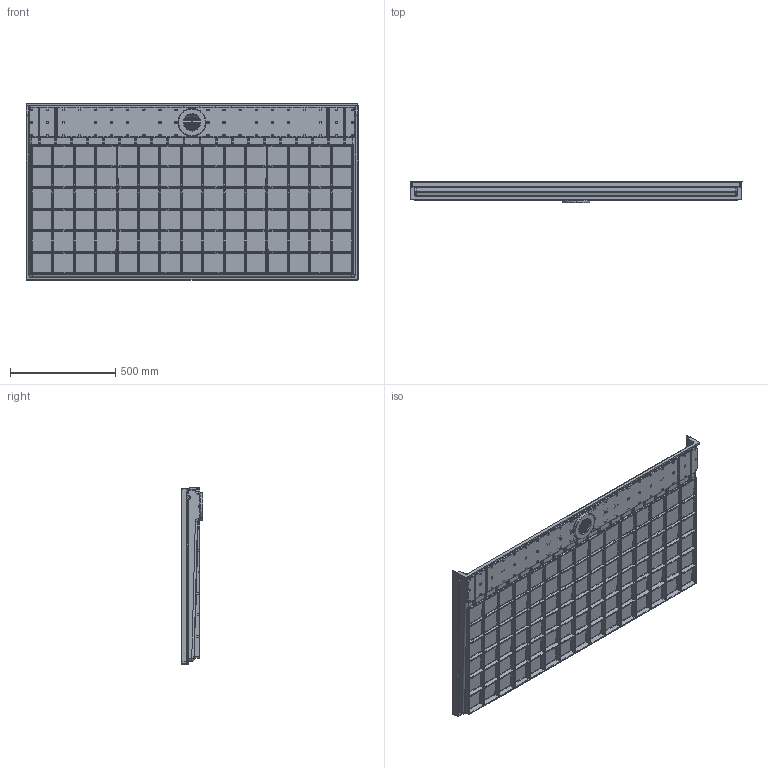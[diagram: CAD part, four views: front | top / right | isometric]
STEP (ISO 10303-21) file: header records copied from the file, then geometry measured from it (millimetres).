
FILE_DESCRIPTION (( 'STEP AP214' ), '1' );
FILE_NAME ('SBF-3462.STEP', '2021-01-05T21:00:09', ( '' ), ( '' ), 'SwSTEP 2.0', 'SolidWorks 2020', '' );
FILE_SCHEMA (( 'AUTOMOTIVE_DESIGN' ));
Products named in the file (3): Shower Base 60x32_60x32 ID; Grate Cover_60; SBF-3462
Assembly tree (2 placements, depth 2):
  SBF-3462
    Shower Base 60x32_60x32 ID
    Grate Cover_60
Bounding box: 1574.8 x 102.64 x 838.2 mm (x, y, z)
Volume: 15476911.4 mm3; surface area: 4093441.3 mm2
Topology: 2 solids, 2 shells, 6810 faces, 15887 edges, 8786 vertices
Faces by surface type: cylinder 3212, plane 1174, bspline 1146, sphere 1046, torus 206, cone 26
Entity records: 229956 total; most frequent: CARTESIAN_POINT 87279, ORIENTED_EDGE 31394, DIRECTION 29027, EDGE_CURVE 15697, AXIS2_PLACEMENT_3D 11321, VERTEX_POINT 8758, EDGE_LOOP 7279, ADVANCED_FACE 6810
